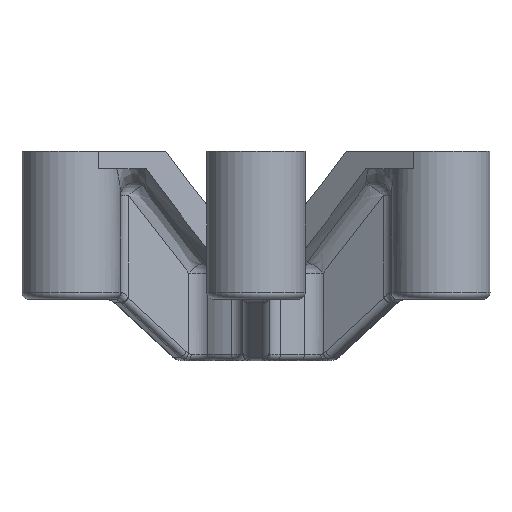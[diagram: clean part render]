
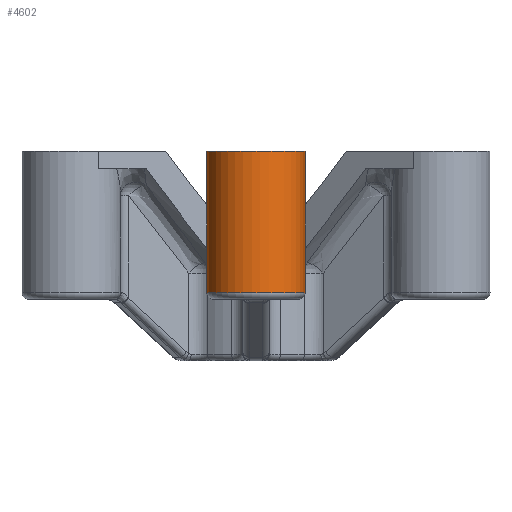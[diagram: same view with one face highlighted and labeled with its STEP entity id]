
A CAD part, left-side view. The second image highlights one B-rep face of the part: STEP entity #4602.
In plain terms, the highlighted cylindrical face has radius 6 mm (diameter 12 mm), a partial arc.
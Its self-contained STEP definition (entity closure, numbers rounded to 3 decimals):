
#654=CARTESIAN_POINT('',(-20.642,-2.7,26.8));
#655=VERTEX_POINT('',#654);
#663=CARTESIAN_POINT('',(-20.642,2.7,26.8));
#664=VERTEX_POINT('',#663);
#665=CARTESIAN_POINT('',(-26.0,0.,26.8));
#666=DIRECTION('',(0.0,0.0,-1.0));
#667=DIRECTION('',(-1.0,0.0,0.0));
#668=AXIS2_PLACEMENT_3D('',#665,#666,#667);
#669=CIRCLE('',#668,6.);
#670=EDGE_CURVE('',#655,#664,#669,.T.);
#4506=CARTESIAN_POINT('',(-20.642,2.7,38.607));
#4507=VERTEX_POINT('',#4506);
#4508=CARTESIAN_POINT('',(-20.642,2.7,26.8));
#4509=DIRECTION('',(0.0,0.0,1.0));
#4510=VECTOR('',#4509,11.807);
#4511=LINE('',#4508,#4510);
#4512=EDGE_CURVE('',#664,#4507,#4511,.T.);
#4525=CARTESIAN_POINT('',(-26.0,0.,26.));
#4526=DIRECTION('',(0.0,0.0,1.0));
#4527=DIRECTION('',(-1.0,0.0,0.0));
#4528=AXIS2_PLACEMENT_3D('',#4525,#4526,#4527);
#4529=CYLINDRICAL_SURFACE('',#4528,6.);
#4530=ORIENTED_EDGE('',*,*,#670,.F.);
#4531=CARTESIAN_POINT('',(-20.642,-2.7,38.607));
#4532=VERTEX_POINT('',#4531);
#4533=CARTESIAN_POINT('',(-20.642,-2.7,38.607));
#4534=DIRECTION('',(0.0,0.0,-1.0));
#4535=VECTOR('',#4534,11.807);
#4536=LINE('',#4533,#4535);
#4537=EDGE_CURVE('',#4532,#655,#4536,.T.);
#4538=ORIENTED_EDGE('',*,*,#4537,.F.);
#4539=CARTESIAN_POINT('',(-22.345,-4.758,41.9));
#4540=VERTEX_POINT('',#4539);
#4541=CARTESIAN_POINT('',(-22.345,-4.758,41.9));
#4542=CARTESIAN_POINT('',(-21.69,-4.255,40.715));
#4543=CARTESIAN_POINT('',(-21.089,-3.587,39.535));
#4544=CARTESIAN_POINT('',(-20.642,-2.7,38.607));
#4545=B_SPLINE_CURVE_WITH_KNOTS('',3,(#4541,#4542,#4543,#4544),.UNSPECIFIED.,.F.,.U.,(4,4),(-2.149,-1.664),.UNSPECIFIED.);
#4546=EDGE_CURVE('',#4540,#4532,#4545,.T.);
#4547=ORIENTED_EDGE('',*,*,#4546,.F.);
#4548=CARTESIAN_POINT('',(-25.581,-5.985,41.9));
#4549=VERTEX_POINT('',#4548);
#4550=CARTESIAN_POINT('',(-26.0,0.,41.9));
#4551=DIRECTION('',(0.0,0.0,-1.0));
#4552=DIRECTION('',(-1.0,0.0,0.0));
#4553=AXIS2_PLACEMENT_3D('',#4550,#4551,#4552);
#4554=CIRCLE('',#4553,6.);
#4555=EDGE_CURVE('',#4540,#4549,#4554,.T.);
#4556=ORIENTED_EDGE('',*,*,#4555,.T.);
#4557=CARTESIAN_POINT('',(-25.581,-5.985,44.));
#4558=VERTEX_POINT('',#4557);
#4559=CARTESIAN_POINT('',(-25.581,-5.985,41.9));
#4560=DIRECTION('',(0.0,0.0,1.0));
#4561=VECTOR('',#4560,2.1);
#4562=LINE('',#4559,#4561);
#4563=EDGE_CURVE('',#4549,#4558,#4562,.T.);
#4564=ORIENTED_EDGE('',*,*,#4563,.T.);
#4565=CARTESIAN_POINT('',(-25.581,5.985,44.));
#4566=VERTEX_POINT('',#4565);
#4567=CARTESIAN_POINT('',(-26.0,0.,44.));
#4568=DIRECTION('',(0.0,0.0,-1.0));
#4569=DIRECTION('',(-1.0,0.0,0.0));
#4570=AXIS2_PLACEMENT_3D('',#4567,#4568,#4569);
#4571=CIRCLE('',#4570,6.);
#4572=EDGE_CURVE('',#4558,#4566,#4571,.T.);
#4573=ORIENTED_EDGE('',*,*,#4572,.T.);
#4574=CARTESIAN_POINT('',(-25.581,5.985,41.9));
#4575=VERTEX_POINT('',#4574);
#4576=CARTESIAN_POINT('',(-25.581,5.985,44.0));
#4577=DIRECTION('',(0.0,0.0,-1.0));
#4578=VECTOR('',#4577,2.1);
#4579=LINE('',#4576,#4578);
#4580=EDGE_CURVE('',#4566,#4575,#4579,.T.);
#4581=ORIENTED_EDGE('',*,*,#4580,.T.);
#4582=CARTESIAN_POINT('',(-22.345,4.758,41.9));
#4583=VERTEX_POINT('',#4582);
#4584=CARTESIAN_POINT('',(-26.0,0.,41.9));
#4585=DIRECTION('',(0.0,0.0,-1.0));
#4586=DIRECTION('',(-1.0,0.0,0.0));
#4587=AXIS2_PLACEMENT_3D('',#4584,#4585,#4586);
#4588=CIRCLE('',#4587,6.);
#4589=EDGE_CURVE('',#4575,#4583,#4588,.T.);
#4590=ORIENTED_EDGE('',*,*,#4589,.T.);
#4591=CARTESIAN_POINT('',(-20.642,2.7,38.607));
#4592=CARTESIAN_POINT('',(-20.834,3.081,39.006));
#4593=CARTESIAN_POINT('',(-21.352,3.874,40.055));
#4594=CARTESIAN_POINT('',(-21.968,4.468,41.218));
#4595=CARTESIAN_POINT('',(-22.345,4.758,41.9));
#4596=B_SPLINE_CURVE_WITH_KNOTS('',3,(#4591,#4592,#4593,#4594,#4595),.UNSPECIFIED.,.F.,.U.,(4,1,4),(1.664,1.873,2.151),.UNSPECIFIED.);
#4597=EDGE_CURVE('',#4507,#4583,#4596,.T.);
#4598=ORIENTED_EDGE('',*,*,#4597,.F.);
#4599=ORIENTED_EDGE('',*,*,#4512,.F.);
#4600=EDGE_LOOP('',(#4530,#4538,#4547,#4556,#4564,#4573,#4581,#4590,#4598,#4599));
#4601=FACE_OUTER_BOUND('',#4600,.T.);
#4602=ADVANCED_FACE('',(#4601),#4529,.T.);
